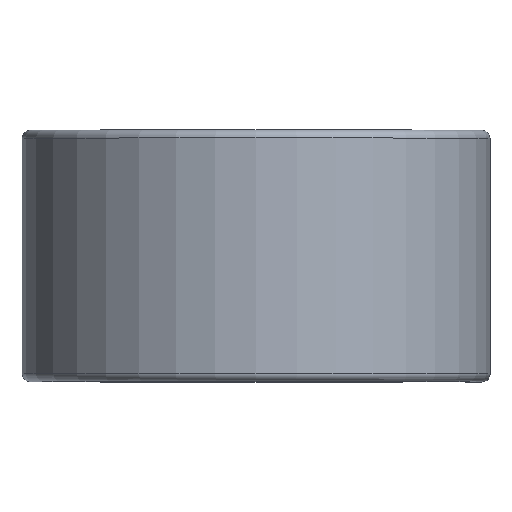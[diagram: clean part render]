
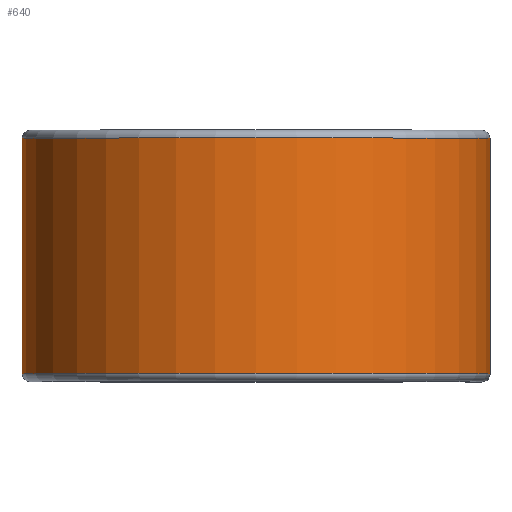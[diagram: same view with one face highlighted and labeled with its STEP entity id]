
A CAD part, top view. The second image highlights one B-rep face of the part: STEP entity #640.
In plain terms, the highlighted cylindrical face has radius 22.162 mm (diameter 44.323 mm), a partial arc.
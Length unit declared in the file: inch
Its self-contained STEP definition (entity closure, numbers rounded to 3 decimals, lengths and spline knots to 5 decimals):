
#90 = CIRCLE ( 'NONE', #934, 0.8725 ) ;
#224 = CARTESIAN_POINT ( 'NONE',  ( 0.8725, 0.43875, 0. ) ) ;
#232 = CARTESIAN_POINT ( 'NONE',  ( 0., 0.43875, 0. ) ) ;
#233 = ORIENTED_EDGE ( 'NONE', *, *, #1570, .T. ) ;
#273 = VERTEX_POINT ( 'NONE', #480 ) ;
#406 = DIRECTION ( 'NONE',  ( 0., 0., -1. ) ) ;
#429 = AXIS2_PLACEMENT_3D ( 'NONE', #1638, #883, #549 ) ;
#480 = CARTESIAN_POINT ( 'NONE',  ( 0., 0.43875, -0.8725 ) ) ;
#514 = CARTESIAN_POINT ( 'NONE',  ( 0., -0.43875, 0. ) ) ;
#524 = EDGE_CURVE ( 'NONE', #2102, #273, #995, .T. ) ;
#540 = EDGE_CURVE ( 'NONE', #2228, #2102, #90, .T. ) ;
#549 = DIRECTION ( 'NONE',  ( 0., 0., -1. ) ) ;
#640 = ADVANCED_FACE ( 'NONE', ( #1602 ), #1791, .T. ) ;
#654 = AXIS2_PLACEMENT_3D ( 'NONE', #232, #1506, #406 ) ;
#685 = DIRECTION ( 'NONE',  ( 0., 0., -1. ) ) ;
#768 = CARTESIAN_POINT ( 'NONE',  ( 0., -0.43875, -0.8725 ) ) ;
#784 = VECTOR ( 'NONE', #1494, 39.37008 ) ;
#832 = EDGE_LOOP ( 'NONE', ( #233, #1525, #1330, #1934 ) ) ;
#883 = DIRECTION ( 'NONE',  ( 0., -1., 0. ) ) ;
#934 = AXIS2_PLACEMENT_3D ( 'NONE', #514, #1788, #685 ) ;
#995 = LINE ( 'NONE', #1780, #1926 ) ;
#1330 = ORIENTED_EDGE ( 'NONE', *, *, #524, .F. ) ;
#1494 = DIRECTION ( 'NONE',  ( 0., 1., 0. ) ) ;
#1506 = DIRECTION ( 'NONE',  ( 0., -1., 0. ) ) ;
#1525 = ORIENTED_EDGE ( 'NONE', *, *, #1907, .T. ) ;
#1570 = EDGE_CURVE ( 'NONE', #2228, #2074, #1779, .T. ) ;
#1602 = FACE_OUTER_BOUND ( 'NONE', #832, .T. ) ;
#1638 = CARTESIAN_POINT ( 'NONE',  ( 0., 0.4375, 0. ) ) ;
#1703 = CARTESIAN_POINT ( 'NONE',  ( 0.8725, 0.43875, 0. ) ) ;
#1779 = LINE ( 'NONE', #224, #784 ) ;
#1780 = CARTESIAN_POINT ( 'NONE',  ( 0., 0.43875, -0.8725 ) ) ;
#1788 = DIRECTION ( 'NONE',  ( 0., -1., 0. ) ) ;
#1791 = CYLINDRICAL_SURFACE ( 'NONE', #429, 0.8725 ) ;
#1907 = EDGE_CURVE ( 'NONE', #2074, #273, #2077, .T. ) ;
#1926 = VECTOR ( 'NONE', #1962, 39.37008 ) ;
#1934 = ORIENTED_EDGE ( 'NONE', *, *, #540, .F. ) ;
#1939 = CARTESIAN_POINT ( 'NONE',  ( 0.8725, -0.43875, 0. ) ) ;
#1962 = DIRECTION ( 'NONE',  ( 0., 1., 0. ) ) ;
#2074 = VERTEX_POINT ( 'NONE', #1703 ) ;
#2077 = CIRCLE ( 'NONE', #654, 0.8725 ) ;
#2102 = VERTEX_POINT ( 'NONE', #768 ) ;
#2228 = VERTEX_POINT ( 'NONE', #1939 ) ;
